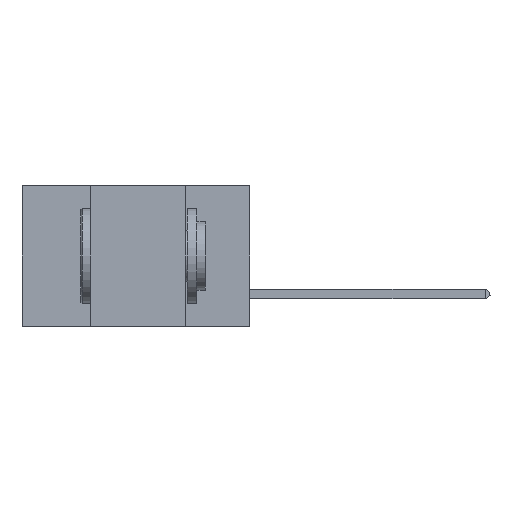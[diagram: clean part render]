
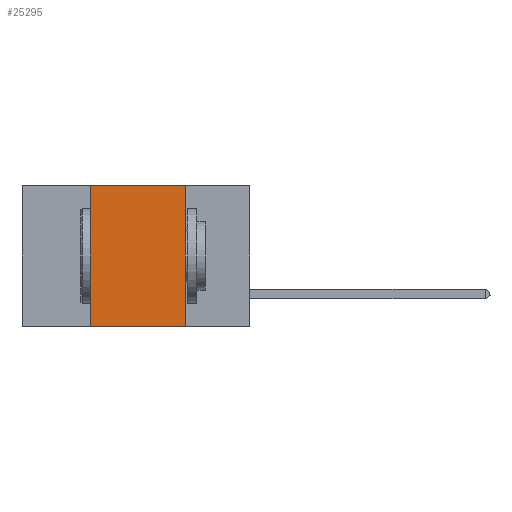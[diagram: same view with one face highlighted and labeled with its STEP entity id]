
A CAD part, left-side view. The second image highlights one B-rep face of the part: STEP entity #25295.
In plain terms, the highlighted planar face has unit normal (-1, 0, 0).
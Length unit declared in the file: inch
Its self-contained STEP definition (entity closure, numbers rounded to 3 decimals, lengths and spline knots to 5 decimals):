
#271 = FACE_OUTER_BOUND ( 'NONE', #18659, .T. ) ;
#665 = CARTESIAN_POINT ( 'NONE',  ( 0., 0.42, -0.37 ) ) ;
#905 = VECTOR ( 'NONE', #3022, 39.37008 ) ;
#1168 = ORIENTED_EDGE ( 'NONE', *, *, #8687, .T. ) ;
#1996 = VECTOR ( 'NONE', #7371, 39.37008 ) ;
#2039 = CARTESIAN_POINT ( 'NONE',  ( 0., 0.6, 0. ) ) ;
#2623 = EDGE_CURVE ( 'NONE', #26963, #17721, #4997, .T. ) ;
#2797 = CARTESIAN_POINT ( 'NONE',  ( 0., 0.42, 0. ) ) ;
#3022 = DIRECTION ( 'NONE',  ( 0., 0., 1. ) ) ;
#3663 = CARTESIAN_POINT ( 'NONE',  ( 0., 0.6, -0.37 ) ) ;
#4369 = DIRECTION ( 'NONE',  ( 1., 0., 0. ) ) ;
#4997 = LINE ( 'NONE', #2039, #1996 ) ;
#6636 = DIRECTION ( 'NONE',  ( 0., 0., -1. ) ) ;
#6704 = LINE ( 'NONE', #2797, #905 ) ;
#7371 = DIRECTION ( 'NONE',  ( 0., -1., 0. ) ) ;
#8038 = ORIENTED_EDGE ( 'NONE', *, *, #2623, .F. ) ;
#8687 = EDGE_CURVE ( 'NONE', #19965, #23289, #24256, .T. ) ;
#9101 = CARTESIAN_POINT ( 'NONE',  ( 0., 0.6, 0. ) ) ;
#10853 = CARTESIAN_POINT ( 'NONE',  ( 0., 0.17, -0.37 ) ) ;
#11065 = DIRECTION ( 'NONE',  ( 0., -1., 0. ) ) ;
#12592 = DIRECTION ( 'NONE',  ( 0., 0., -1. ) ) ;
#14249 = CARTESIAN_POINT ( 'NONE',  ( 0., 0.17, 0. ) ) ;
#15067 = CARTESIAN_POINT ( 'NONE',  ( 0., 0.42, 0. ) ) ;
#15875 = LINE ( 'NONE', #16797, #31612 ) ;
#16797 = CARTESIAN_POINT ( 'NONE',  ( 0., 0.17, 0. ) ) ;
#17721 = VERTEX_POINT ( 'NONE', #14249 ) ;
#18404 = PLANE ( 'NONE',  #22945 ) ;
#18659 = EDGE_LOOP ( 'NONE', ( #22476, #8038, #22931, #1168 ) ) ;
#19965 = VERTEX_POINT ( 'NONE', #665 ) ;
#19976 = EDGE_CURVE ( 'NONE', #19965, #26963, #6704, .T. ) ;
#20987 = EDGE_CURVE ( 'NONE', #17721, #23289, #15875, .T. ) ;
#21549 = VECTOR ( 'NONE', #11065, 39.37008 ) ;
#22476 = ORIENTED_EDGE ( 'NONE', *, *, #20987, .F. ) ;
#22931 = ORIENTED_EDGE ( 'NONE', *, *, #19976, .F. ) ;
#22945 = AXIS2_PLACEMENT_3D ( 'NONE', #9101, #4369, #6636 ) ;
#23289 = VERTEX_POINT ( 'NONE', #10853 ) ;
#24256 = LINE ( 'NONE', #3663, #21549 ) ;
#25295 = ADVANCED_FACE ( 'NONE', ( #271 ), #18404, .F. ) ;
#26963 = VERTEX_POINT ( 'NONE', #15067 ) ;
#31612 = VECTOR ( 'NONE', #12592, 39.37008 ) ;
